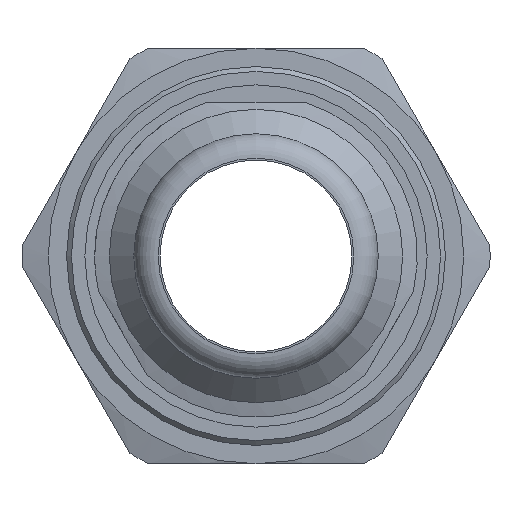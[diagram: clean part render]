
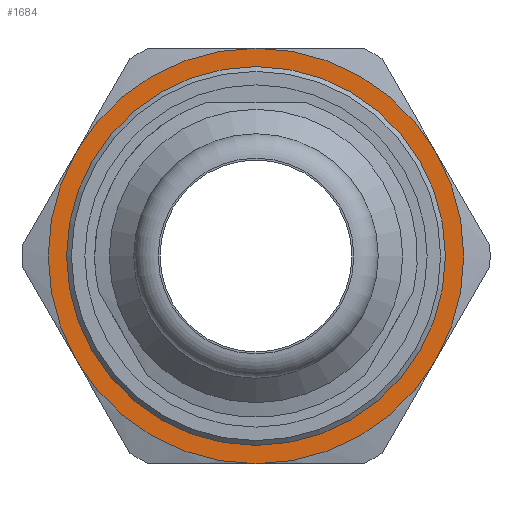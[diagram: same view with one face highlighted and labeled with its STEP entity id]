
A CAD part, left-side view. The second image highlights one B-rep face of the part: STEP entity #1684.
In plain terms, the highlighted planar face has unit normal (-1, 0, 0).
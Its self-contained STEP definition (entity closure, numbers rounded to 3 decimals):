
#472=CARTESIAN_POINT('',(23.5,7.361,4.25));
#473=VERTEX_POINT('',#472);
#556=CARTESIAN_POINT('',(23.5,7.361,-4.25));
#557=VERTEX_POINT('',#556);
#640=CARTESIAN_POINT('',(23.5,0.,-8.5));
#641=VERTEX_POINT('',#640);
#724=CARTESIAN_POINT('',(23.5,-7.361,-4.25));
#725=VERTEX_POINT('',#724);
#808=CARTESIAN_POINT('',(23.5,-7.361,4.25));
#809=VERTEX_POINT('',#808);
#1169=CARTESIAN_POINT('',(23.5,0.0,8.5));
#1170=VERTEX_POINT('',#1169);
#1171=CARTESIAN_POINT('',(23.5,0.0,0.0));
#1172=DIRECTION('',(1.0,0.0,0.0));
#1173=DIRECTION('',(0.0,1.0,0.0));
#1174=AXIS2_PLACEMENT_3D('',#1171,#1172,#1173);
#1175=CIRCLE('',#1174,8.5);
#1176=EDGE_CURVE('',#473,#1170,#1175,.T.);
#1215=CARTESIAN_POINT('',(23.5,0.0,0.0));
#1216=DIRECTION('',(1.0,0.0,0.0));
#1217=DIRECTION('',(0.0,1.0,0.0));
#1218=AXIS2_PLACEMENT_3D('',#1215,#1216,#1217);
#1219=CIRCLE('',#1218,8.5);
#1220=EDGE_CURVE('',#1170,#809,#1219,.T.);
#1233=CARTESIAN_POINT('',(23.5,0.0,0.0));
#1234=DIRECTION('',(1.0,0.0,0.0));
#1235=DIRECTION('',(0.0,1.0,0.0));
#1236=AXIS2_PLACEMENT_3D('',#1233,#1234,#1235);
#1237=CIRCLE('',#1236,8.5);
#1238=EDGE_CURVE('',#809,#725,#1237,.T.);
#1251=CARTESIAN_POINT('',(23.5,0.0,0.0));
#1252=DIRECTION('',(1.0,0.0,0.0));
#1253=DIRECTION('',(0.0,1.0,0.0));
#1254=AXIS2_PLACEMENT_3D('',#1251,#1252,#1253);
#1255=CIRCLE('',#1254,8.5);
#1256=EDGE_CURVE('',#725,#641,#1255,.T.);
#1269=CARTESIAN_POINT('',(23.5,0.0,0.0));
#1270=DIRECTION('',(1.0,0.0,0.0));
#1271=DIRECTION('',(0.0,1.0,0.0));
#1272=AXIS2_PLACEMENT_3D('',#1269,#1270,#1271);
#1273=CIRCLE('',#1272,8.5);
#1274=EDGE_CURVE('',#641,#557,#1273,.T.);
#1647=CARTESIAN_POINT('',(23.5,7.,0.0));
#1648=VERTEX_POINT('',#1647);
#1649=CARTESIAN_POINT('',(23.5,0.0,0.0));
#1650=DIRECTION('',(1.0,0.0,0.0));
#1651=DIRECTION('',(0.0,1.0,0.0));
#1652=AXIS2_PLACEMENT_3D('',#1649,#1650,#1651);
#1653=CIRCLE('',#1652,7.);
#1654=EDGE_CURVE('',#1648,#1648,#1653,.T.);
#1662=CARTESIAN_POINT('',(23.5,7.75,0.0));
#1663=DIRECTION('',(-1.0,0.0,0.0));
#1664=DIRECTION('',(0.0,0.0,1.0));
#1665=AXIS2_PLACEMENT_3D('',#1662,#1663,#1664);
#1666=PLANE('',#1665);
#1667=ORIENTED_EDGE('',*,*,#1220,.F.);
#1668=ORIENTED_EDGE('',*,*,#1176,.F.);
#1669=CARTESIAN_POINT('',(23.5,0.0,0.0));
#1670=DIRECTION('',(1.0,0.0,0.0));
#1671=DIRECTION('',(0.0,1.0,0.0));
#1672=AXIS2_PLACEMENT_3D('',#1669,#1670,#1671);
#1673=CIRCLE('',#1672,8.5);
#1674=EDGE_CURVE('',#557,#473,#1673,.T.);
#1675=ORIENTED_EDGE('',*,*,#1674,.F.);
#1676=ORIENTED_EDGE('',*,*,#1274,.F.);
#1677=ORIENTED_EDGE('',*,*,#1256,.F.);
#1678=ORIENTED_EDGE('',*,*,#1238,.F.);
#1679=EDGE_LOOP('',(#1667,#1668,#1675,#1676,#1677,#1678));
#1680=FACE_OUTER_BOUND('',#1679,.T.);
#1681=ORIENTED_EDGE('',*,*,#1654,.T.);
#1682=EDGE_LOOP('',(#1681));
#1683=FACE_BOUND('',#1682,.T.);
#1684=ADVANCED_FACE('',(#1680,#1683),#1666,.T.);
